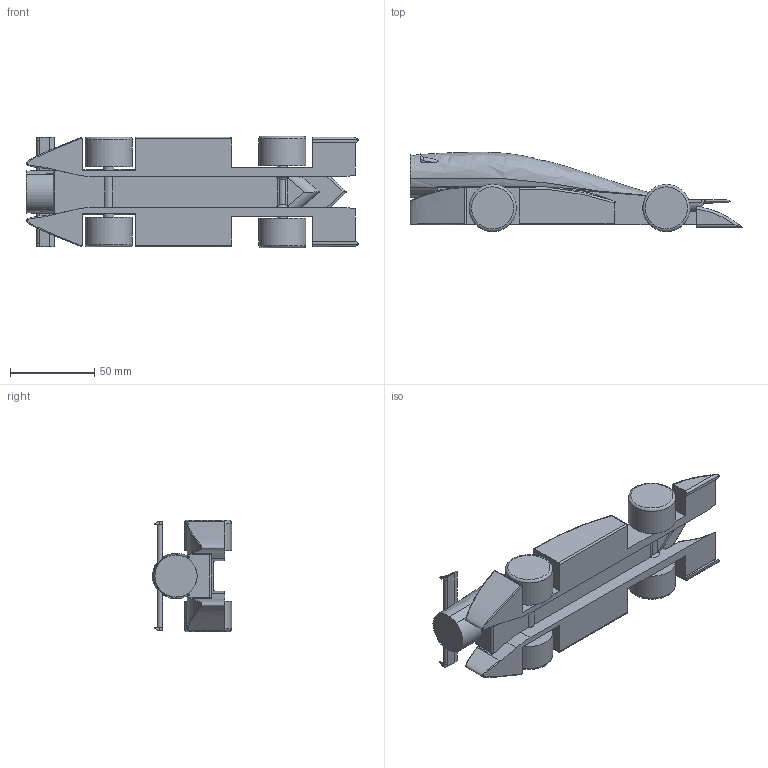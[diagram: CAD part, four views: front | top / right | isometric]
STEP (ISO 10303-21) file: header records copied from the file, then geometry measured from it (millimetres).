
FILE_DESCRIPTION(/* description */ (''),/* implementation_level */ '2;1');
FILE_NAME(/* name */ 'p7 [v6 - 1].step',/* time_stamp */ '2024-04-24T16:07:51+04:00',/* author */ (''),/* organization */ (''),/* preprocessor_version */ 'ST-DEVELOPER v20',/* originating_system */ 'Autodesk Translation Framework v12.20.1.177',/* authorisation */ '');
FILE_SCHEMA (('AUTOMOTIVE_DESIGN { 1 0 10303 214 3 1 1 }','INTEGRATED_CNC_SCHEMA'));
Length unit declared in the file: millimetre
Products named in the file (2): (Unsaved); F1 Wheel [28mm] v3
Assembly tree (4 placements, depth 2):
  (Unsaved)
    F1 Wheel [28mm] v3  x4
Bounding box: 196.85 x 47.07 x 66 mm (x, y, z)
Volume: 214636.3 mm3; surface area: 48280.3 mm2
Topology: 6 solids, 6 shells, 192 faces, 482 edges, 305 vertices
Faces by surface type: plane 82, cylinder 50, bspline 40, torus 18, sphere 2
Full cylindrical faces by diameter (mm): 6 x6, 7 x2, 28 x4
Entity records: 16049 total; most frequent: CARTESIAN_POINT 12033, ORIENTED_EDGE 910, DIRECTION 695, EDGE_CURVE 455, VERTEX_POINT 290, AXIS2_PLACEMENT_3D 255, LINE 185, VECTOR 185
